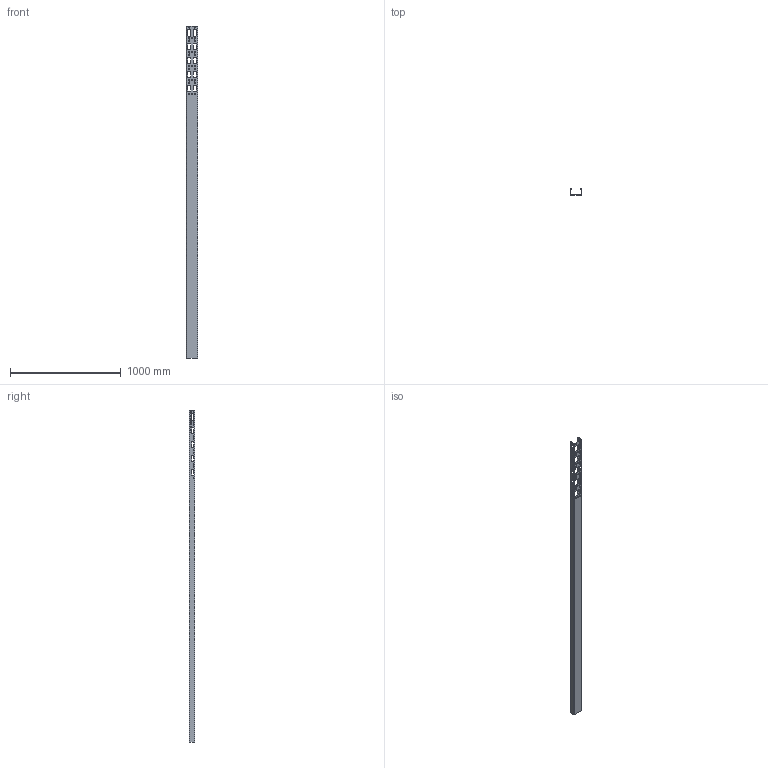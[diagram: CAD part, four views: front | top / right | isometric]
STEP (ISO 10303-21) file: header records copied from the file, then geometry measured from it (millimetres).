
FILE_DESCRIPTION (( 'STEP AP214' ), '1' );
FILE_NAME ('6075304.STEP', '2025-10-02T14:01:47', ( '' ), ( '' ), 'SwSTEP 2.0', 'SolidWorks 2024', '' );
FILE_SCHEMA (( 'AUTOMOTIVE_DESIGN' ));
Length unit declared in the file: millimetre
Products named in the file (1): 6075304
Bounding box: 100 x 50 x 3000 mm (x, y, z)
Volume: 889808.1 mm3; surface area: 1219582.3 mm2
Topology: 1 solids, 1 shells, 434 faces, 1280 edges, 848 vertices
Faces by surface type: cylinder 224, plane 210
Entity records: 14907 total; most frequent: DIRECTION 2598, CARTESIAN_POINT 2563, ORIENTED_EDGE 2560, EDGE_CURVE 1280, AXIS2_PLACEMENT_3D 883, VERTEX_POINT 848, VECTOR 832, LINE 832
